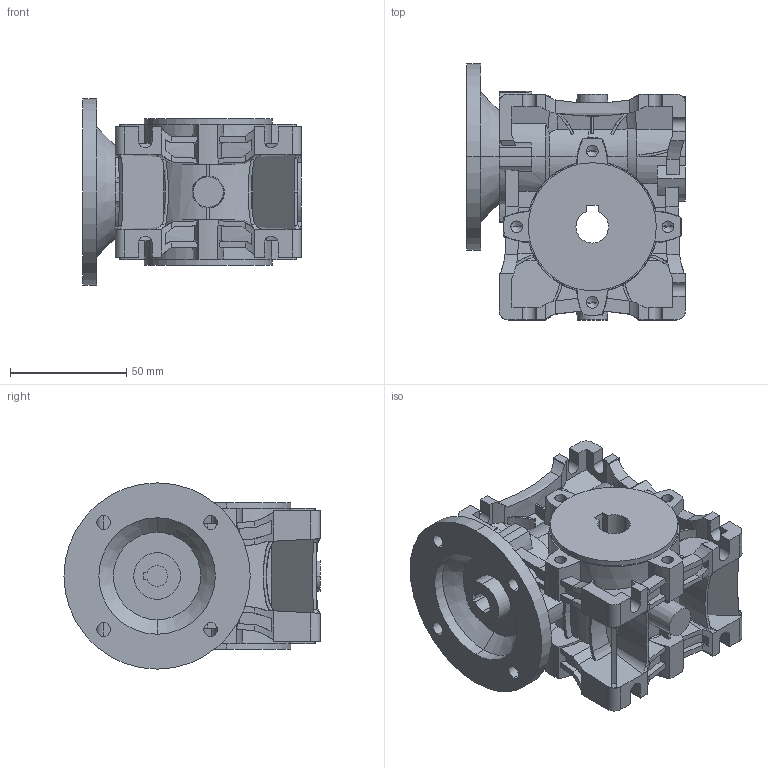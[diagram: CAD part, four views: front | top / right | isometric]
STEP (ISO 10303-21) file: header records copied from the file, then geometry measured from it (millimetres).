
FILE_DESCRIPTION((''),'2;1');
FILE_NAME('ASM0001_ASM','2013-11-13T',('tecnicocad'),(''),'PRO/ENGINEER BY PARAMETRIC TECHNOLOGY CORPORATION, 2011330','PRO/ENGINEER BY PARAMETRIC TECHNOLOGY CORPORATION, 2011330','');
FILE_SCHEMA(('CONFIG_CONTROL_DESIGN'));
Length unit declared in the file: millimetre
Products named in the file (8): PRT0002; PRT0003; PRT0004; ASM0003_ASM; PRT0012; ASM0002_ASM; PRT0013; ASM0001_ASM
Assembly tree (7 placements, depth 4):
  ASM0001_ASM
    ASM0002_ASM
      ASM0003_ASM
        PRT0002
        PRT0003
        PRT0004
      PRT0012
    PRT0013
Bounding box: 94 x 110 x 80 mm (x, y, z)
Volume: 312586 mm3; surface area: 79567.9 mm2
Topology: 4 solids, 4 shells, 809 faces, 2361 edges, 1556 vertices
Faces by surface type: cylinder 352, plane 252, cone 186, torus 11, bspline 8
Entity records: 29458 total; most frequent: CARTESIAN_POINT 9728, ORIENTED_EDGE 4690, DIRECTION 3321, EDGE_CURVE 2345, VERTEX_POINT 1556, AXIS2_PLACEMENT_3D 1292, B_SPLINE_CURVE_WITH_KNOTS 1137, EDGE_LOOP 835
